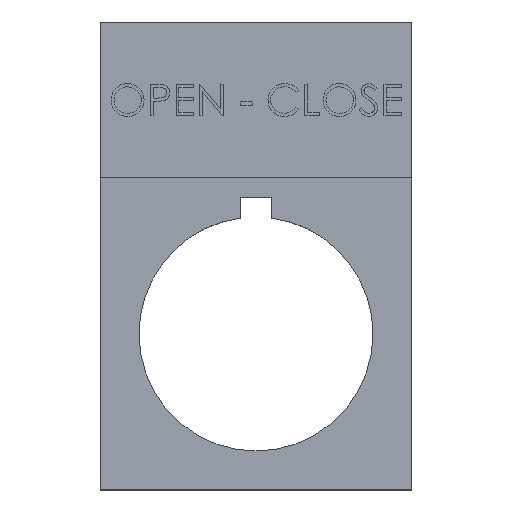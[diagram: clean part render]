
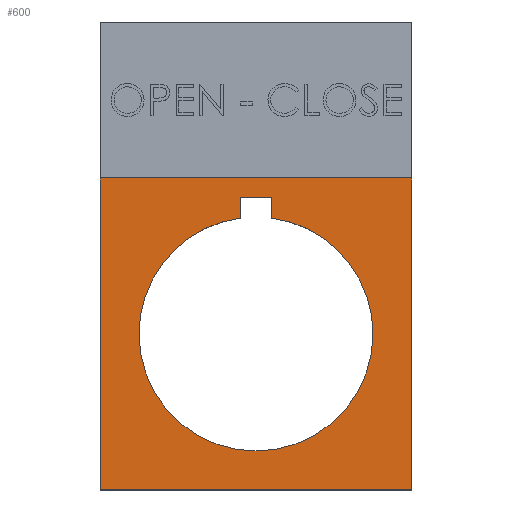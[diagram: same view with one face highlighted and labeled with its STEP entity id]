
A CAD part, top view. The second image highlights one B-rep face of the part: STEP entity #600.
In plain terms, the highlighted planar face has unit normal (0, 0, 1).
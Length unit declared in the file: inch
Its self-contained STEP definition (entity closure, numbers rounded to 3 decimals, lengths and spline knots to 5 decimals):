
#72 = ORIENTED_EDGE ( 'NONE', *, *, #6885, .T. ) ;
#253 = ORIENTED_EDGE ( 'NONE', *, *, #1138, .T. ) ;
#374 = CARTESIAN_POINT ( 'NONE',  ( 0.19685, 0.59055, 0.01969 ) ) ;
#424 = B_SPLINE_CURVE_WITH_KNOTS ( 'NONE', 3,
 ( #1694, #374, #7156, #7790 ),
 .UNSPECIFIED., .F., .F.,
 ( 4, 4 ),
 ( 0., 1. ),
 .UNSPECIFIED. ) ;
#498 = ORIENTED_EDGE ( 'NONE', *, *, #2501, .F. ) ;
#600 = ADVANCED_FACE ( 'NONE', ( #2033, #4295 ), #7382, .T. ) ;
#630 = LINE ( 'NONE', #3585, #2217 ) ;
#651 = CARTESIAN_POINT ( 'NONE',  ( 0., 0.29528, 0.01969 ) ) ;
#811 = VERTEX_POINT ( 'NONE', #4277 ) ;
#838 = LINE ( 'NONE', #6396, #2734 ) ;
#968 = VERTEX_POINT ( 'NONE', #6160 ) ;
#995 = VERTEX_POINT ( 'NONE', #4866 ) ;
#1121 = DIRECTION ( 'NONE',  ( 0., -1., 0. ) ) ;
#1138 = EDGE_CURVE ( 'NONE', #3501, #8634, #7327, .T. ) ;
#1268 = CIRCLE ( 'NONE', #7819, 0.44291 ) ;
#1273 = DIRECTION ( 'NONE',  ( 0., 0., -1. ) ) ;
#1618 = VECTOR ( 'NONE', #1121, 39.37008 ) ;
#1694 = CARTESIAN_POINT ( 'NONE',  ( 0.59055, 0.59055, 0.01969 ) ) ;
#1959 = DIRECTION ( 'NONE',  ( 1., 0., 0. ) ) ;
#2033 = FACE_BOUND ( 'NONE', #6581, .T. ) ;
#2217 = VECTOR ( 'NONE', #4245, 39.37008 ) ;
#2253 = VERTEX_POINT ( 'NONE', #3219 ) ;
#2320 = VECTOR ( 'NONE', #5268, 39.37008 ) ;
#2501 = EDGE_CURVE ( 'NONE', #7254, #811, #5493, .T. ) ;
#2610 = DIRECTION ( 'NONE',  ( 0., 0., 1. ) ) ;
#2676 = ORIENTED_EDGE ( 'NONE', *, *, #6750, .T. ) ;
#2687 = AXIS2_PLACEMENT_3D ( 'NONE', #5981, #5745, #6431 ) ;
#2734 = VECTOR ( 'NONE', #8481, 39.37008 ) ;
#2828 = CARTESIAN_POINT ( 'NONE',  ( -0.59055, -0.59055, 0.01969 ) ) ;
#3219 = CARTESIAN_POINT ( 'NONE',  ( 0.44291, 0., 0.01969 ) ) ;
#3425 = LINE ( 'NONE', #3837, #1618 ) ;
#3482 = DIRECTION ( 'NONE',  ( -1., 0., 0. ) ) ;
#3501 = VERTEX_POINT ( 'NONE', #8087 ) ;
#3585 = CARTESIAN_POINT ( 'NONE',  ( -0.59055, 1.1811, 0.01969 ) ) ;
#3787 = ORIENTED_EDGE ( 'NONE', *, *, #6349, .T. ) ;
#3837 = CARTESIAN_POINT ( 'NONE',  ( 0.05906, 0.43896, 0.01969 ) ) ;
#3975 = VERTEX_POINT ( 'NONE', #4046 ) ;
#4046 = CARTESIAN_POINT ( 'NONE',  ( 0.05906, 0.43896, 0.01969 ) ) ;
#4245 = DIRECTION ( 'NONE',  ( 0., 1., 0. ) ) ;
#4277 = CARTESIAN_POINT ( 'NONE',  ( -0.59055, -0.59055, 0.01969 ) ) ;
#4295 = FACE_OUTER_BOUND ( 'NONE', #6827, .T. ) ;
#4375 = CIRCLE ( 'NONE', #8098, 0.44291 ) ;
#4382 = VECTOR ( 'NONE', #6657, 39.37008 ) ;
#4515 = CARTESIAN_POINT ( 'NONE',  ( 0., 0., 0.01969 ) ) ;
#4650 = CARTESIAN_POINT ( 'NONE',  ( 0.05906, 0.5177, 0.01969 ) ) ;
#4718 = EDGE_CURVE ( 'NONE', #8634, #995, #7525, .T. ) ;
#4866 = CARTESIAN_POINT ( 'NONE',  ( -0.05906, 0.5177, 0.01969 ) ) ;
#5070 = EDGE_CURVE ( 'NONE', #3975, #2253, #4375, .T. ) ;
#5268 = DIRECTION ( 'NONE',  ( 0., 1., 0. ) ) ;
#5387 = EDGE_CURVE ( 'NONE', #811, #7684, #630, .T. ) ;
#5395 = CARTESIAN_POINT ( 'NONE',  ( -0.59055, 0.59055, 0.01969 ) ) ;
#5493 = LINE ( 'NONE', #2828, #5597 ) ;
#5597 = VECTOR ( 'NONE', #3482, 39.37008 ) ;
#5675 = EDGE_CURVE ( 'NONE', #8239, #7254, #838, .T. ) ;
#5745 = DIRECTION ( 'NONE',  ( 0., 0., -1. ) ) ;
#5762 = ORIENTED_EDGE ( 'NONE', *, *, #5387, .F. ) ;
#5889 = CARTESIAN_POINT ( 'NONE',  ( -0.05906, 0.5177, 0.01969 ) ) ;
#5981 = CARTESIAN_POINT ( 'NONE',  ( 0., 0., 0.01969 ) ) ;
#6013 = DIRECTION ( 'NONE',  ( 1., 0., 0. ) ) ;
#6064 = CARTESIAN_POINT ( 'NONE',  ( 0.59055, 0.59055, 0.01969 ) ) ;
#6156 = LINE ( 'NONE', #4650, #4382 ) ;
#6160 = CARTESIAN_POINT ( 'NONE',  ( 0.05906, 0.5177, 0.01969 ) ) ;
#6252 = EDGE_CURVE ( 'NONE', #8239, #7684, #424, .T. ) ;
#6349 = EDGE_CURVE ( 'NONE', #968, #3975, #3425, .T. ) ;
#6396 = CARTESIAN_POINT ( 'NONE',  ( 0.59055, -0.59055, 0.01969 ) ) ;
#6431 = DIRECTION ( 'NONE',  ( 1., 0., 0. ) ) ;
#6581 = EDGE_LOOP ( 'NONE', ( #72, #3787, #8624, #2676, #253, #6866 ) ) ;
#6633 = DIRECTION ( 'NONE',  ( 1., 0., 0. ) ) ;
#6657 = DIRECTION ( 'NONE',  ( 1., 0., 0. ) ) ;
#6696 = CARTESIAN_POINT ( 'NONE',  ( -0.05906, 0.43896, 0.01969 ) ) ;
#6750 = EDGE_CURVE ( 'NONE', #2253, #3501, #1268, .T. ) ;
#6792 = CARTESIAN_POINT ( 'NONE',  ( 0., 0., 0.01969 ) ) ;
#6827 = EDGE_LOOP ( 'NONE', ( #498, #8103, #8723, #5762 ) ) ;
#6866 = ORIENTED_EDGE ( 'NONE', *, *, #4718, .T. ) ;
#6885 = EDGE_CURVE ( 'NONE', #995, #968, #6156, .T. ) ;
#7156 = CARTESIAN_POINT ( 'NONE',  ( -0.19685, 0.59055, 0.01969 ) ) ;
#7254 = VERTEX_POINT ( 'NONE', #7800 ) ;
#7327 = CIRCLE ( 'NONE', #2687, 0.44291 ) ;
#7382 = PLANE ( 'NONE',  #8792 ) ;
#7525 = LINE ( 'NONE', #5889, #2320 ) ;
#7684 = VERTEX_POINT ( 'NONE', #5395 ) ;
#7790 = CARTESIAN_POINT ( 'NONE',  ( -0.59055, 0.59055, 0.01969 ) ) ;
#7800 = CARTESIAN_POINT ( 'NONE',  ( 0.59055, -0.59055, 0.01969 ) ) ;
#7819 = AXIS2_PLACEMENT_3D ( 'NONE', #4515, #7895, #6633 ) ;
#7895 = DIRECTION ( 'NONE',  ( 0., 0., -1. ) ) ;
#8087 = CARTESIAN_POINT ( 'NONE',  ( -0.44291, 0., 0.01969 ) ) ;
#8098 = AXIS2_PLACEMENT_3D ( 'NONE', #6792, #1273, #1959 ) ;
#8103 = ORIENTED_EDGE ( 'NONE', *, *, #5675, .F. ) ;
#8239 = VERTEX_POINT ( 'NONE', #6064 ) ;
#8481 = DIRECTION ( 'NONE',  ( 0., -1., 0. ) ) ;
#8624 = ORIENTED_EDGE ( 'NONE', *, *, #5070, .T. ) ;
#8634 = VERTEX_POINT ( 'NONE', #6696 ) ;
#8723 = ORIENTED_EDGE ( 'NONE', *, *, #6252, .T. ) ;
#8792 = AXIS2_PLACEMENT_3D ( 'NONE', #651, #2610, #6013 ) ;
